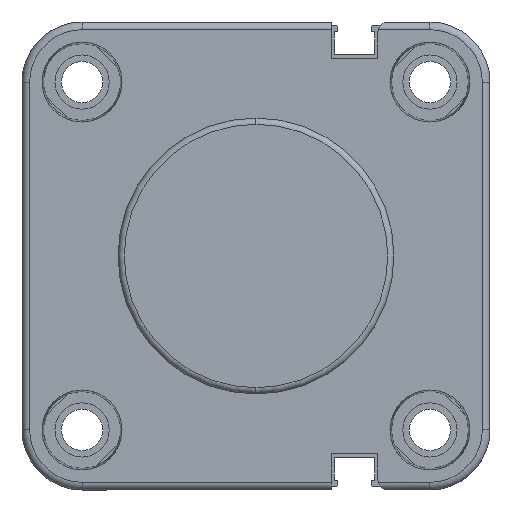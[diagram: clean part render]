
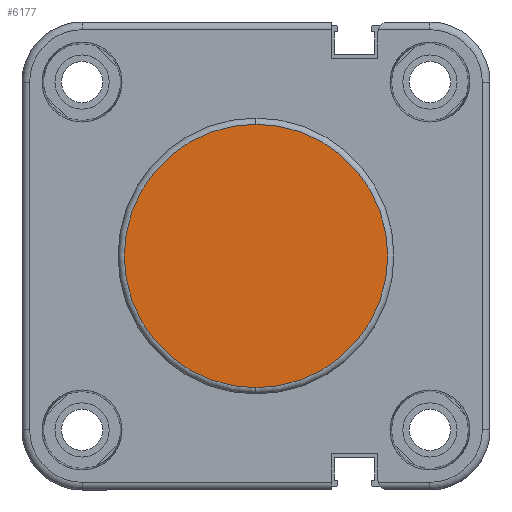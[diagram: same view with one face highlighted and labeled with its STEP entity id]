
A CAD part, left-side view. The second image highlights one B-rep face of the part: STEP entity #6177.
In plain terms, the highlighted planar face has unit normal (-1, 0, 0).
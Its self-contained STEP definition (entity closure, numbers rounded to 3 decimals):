
#104 = CARTESIAN_POINT ( 'NONE',  ( -14.574, 45.387, 43.021 ) ) ;
#521 = DIRECTION ( 'NONE',  ( -1., 0., 0. ) ) ;
#858 = DIRECTION ( 'NONE',  ( 0., 0., 1. ) ) ;
#1245 = EDGE_CURVE ( 'NONE', #11657, #6051, #9688, .T. ) ;
#1563 = CARTESIAN_POINT ( 'NONE',  ( -14.574, 45.387, 64.421 ) ) ;
#1713 = AXIS2_PLACEMENT_3D ( 'NONE', #8299, #6426, #858 ) ;
#2771 = EDGE_CURVE ( 'NONE', #6051, #11657, #3964, .T. ) ;
#3664 = CARTESIAN_POINT ( 'NONE',  ( -14.574, 45.387, 64.421 ) ) ;
#3964 = CIRCLE ( 'NONE', #5349, 21.4 ) ;
#4124 = ORIENTED_EDGE ( 'NONE', *, *, #1245, .T. ) ;
#4296 = PLANE ( 'NONE',  #10303 ) ;
#4384 = EDGE_LOOP ( 'NONE', ( #4124, #6935 ) ) ;
#5349 = AXIS2_PLACEMENT_3D ( 'NONE', #3664, #11270, #11093 ) ;
#5369 = FACE_OUTER_BOUND ( 'NONE', #4384, .T. ) ;
#6051 = VERTEX_POINT ( 'NONE', #104 ) ;
#6177 = ADVANCED_FACE ( 'NONE', ( #5369 ), #4296, .T. ) ;
#6426 = DIRECTION ( 'NONE',  ( -1., 0., 0. ) ) ;
#6935 = ORIENTED_EDGE ( 'NONE', *, *, #2771, .T. ) ;
#7374 = DIRECTION ( 'NONE',  ( 0., 0., 1. ) ) ;
#8299 = CARTESIAN_POINT ( 'NONE',  ( -14.574, 45.387, 64.421 ) ) ;
#8764 = CARTESIAN_POINT ( 'NONE',  ( -14.574, 45.387, 85.821 ) ) ;
#9688 = CIRCLE ( 'NONE', #1713, 21.4 ) ;
#10303 = AXIS2_PLACEMENT_3D ( 'NONE', #1563, #521, #7374 ) ;
#11093 = DIRECTION ( 'NONE',  ( 0., 0., 1. ) ) ;
#11270 = DIRECTION ( 'NONE',  ( -1., 0., 0. ) ) ;
#11657 = VERTEX_POINT ( 'NONE', #8764 ) ;
